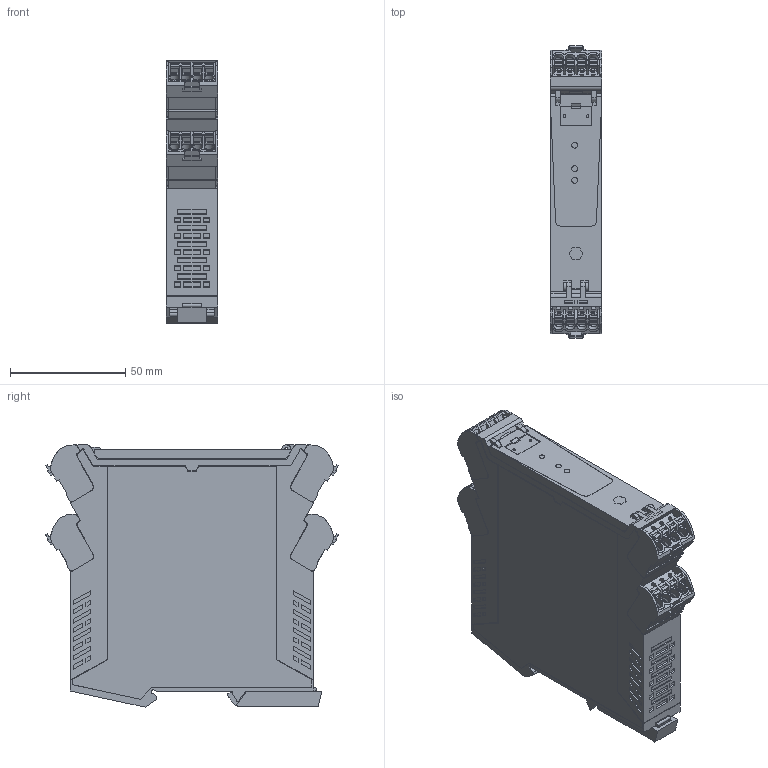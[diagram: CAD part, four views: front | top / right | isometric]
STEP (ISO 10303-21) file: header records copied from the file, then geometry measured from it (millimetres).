
FILE_DESCRIPTION(('CATIA V5R24 STEP','CAx-IF Rec.Pracs.--- Model Styling and Organization---1.2---2011-12-15'),'2;1');
FILE_NAME ('11020084_4', '2018-04-05T13:03:47+00:00', ('Weidmueller Interface'), ('Weidmueller'), 'CATIA Version 5-6 Release 2014 SP4', 'CATIA V5 STEP AP214', 'none');
FILE_SCHEMA(('AUTOMOTIVE_DESIGN { 1 0 10303 214 1 1 1 1 }'));
Products named in the file (1): 2456130000
Bounding box: 22.5 x 127.12 x 114.02 mm (x, y, z)
Volume: 261342 mm3; surface area: 71623.6 mm2
Topology: 34 solids, 34 shells, 2368 faces, 7139 edges, 4957 vertices
Faces by surface type: plane 1807, cylinder 361, cone 96, extrusion 64, torus 32, sphere 8
Entity records: 79669 total; most frequent: CARTESIAN_POINT 18260, ORIENTED_EDGE 14266, DIRECTION 9020, EDGE_CURVE 7126, VECTOR 5345, LINE 5281, VERTEX_POINT 4949, EDGE_LOOP 2520
